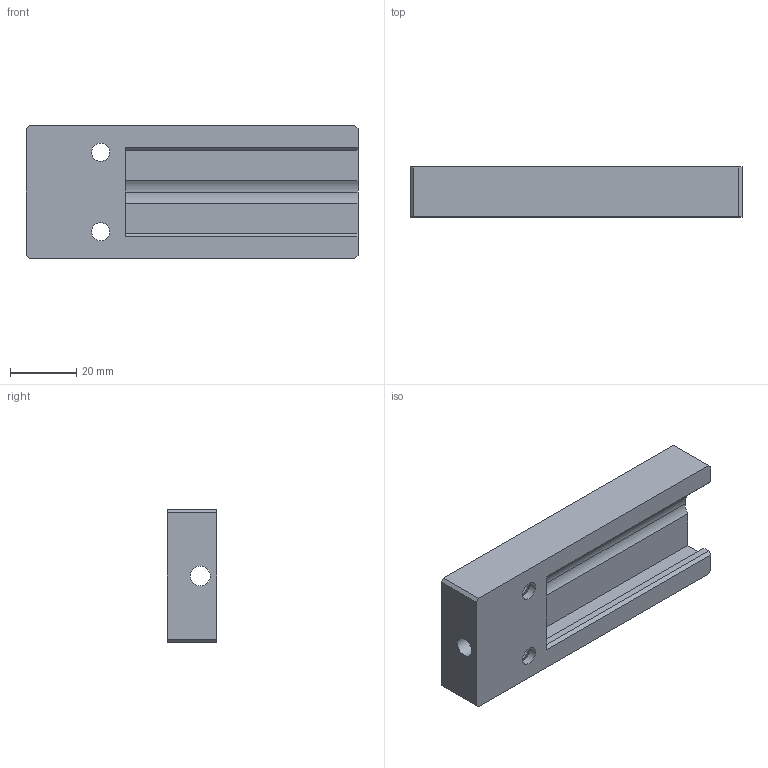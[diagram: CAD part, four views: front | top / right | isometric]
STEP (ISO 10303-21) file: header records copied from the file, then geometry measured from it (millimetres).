
FILE_DESCRIPTION(('FreeCAD Model'),'2;1');
FILE_NAME('Open CASCADE Shape Model','2024-12-20T13:45:14',(''),(''), 'Open CASCADE STEP processor 7.6','FreeCAD','Unknown');
FILE_SCHEMA(('AUTOMOTIVE_DESIGN { 1 0 10303 214 1 1 1 1 }'));
Length unit declared in the file: millimetre
Products named in the file (1): base
Bounding box: 100 x 15 x 40 mm (x, y, z)
Volume: 36754.2 mm3; surface area: 15366.3 mm2
Topology: 1 solids, 1 shells, 35 faces, 93 edges, 60 vertices
Faces by surface type: plane 26, cylinder 7, cone 2
Full cylindrical faces by diameter (mm): 5.5 x2, 6 x1, 11 x2
Entity records: 1111 total; most frequent: CARTESIAN_POINT 189, ORIENTED_EDGE 186, DIRECTION 181, EDGE_CURVE 93, LINE 77, VECTOR 77, VERTEX_POINT 60, AXIS2_PLACEMENT_3D 52
